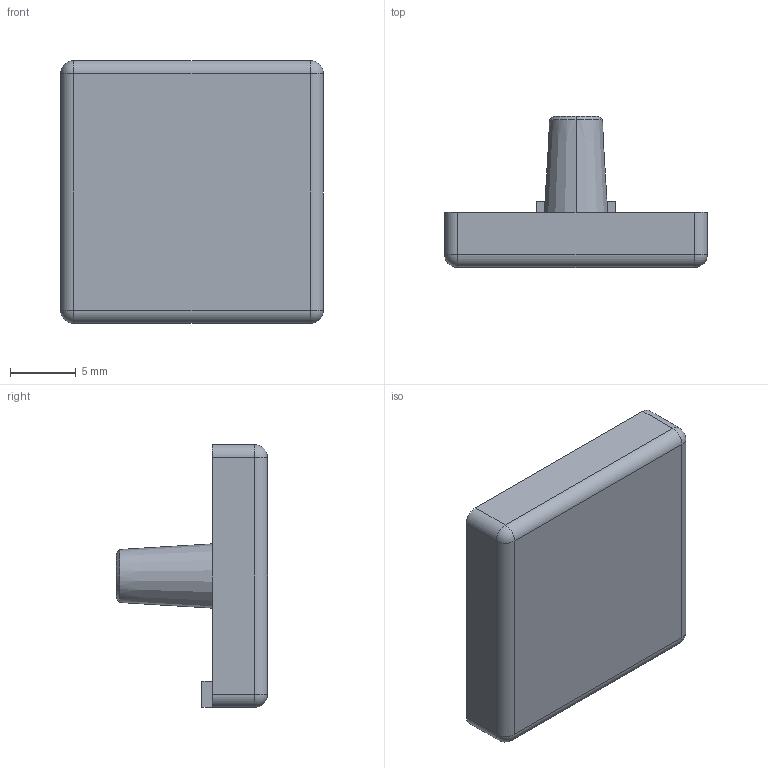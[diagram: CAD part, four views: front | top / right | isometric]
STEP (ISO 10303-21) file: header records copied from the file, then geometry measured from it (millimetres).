
FILE_DESCRIPTION (( 'STEP AP214' ), '1' );
FILE_NAME ('SNSD.30.52.13. Çàãëóøêà òîðöåâàÿ 20x20(H17).STEP', '2014-12-29T12:07:28', ( 'XTreme.ws' ), ( 'XTreme.ws' ), 'SwSTEP 2.0', 'SolidWorks 2014', '' );
FILE_SCHEMA (( 'AUTOMOTIVE_DESIGN' ));
Length unit declared in the file: millimetre
Products named in the file (2): SNSD.30.52.13. Çàãëóøêà òîðöåâàÿ 20x20(H17)
Bounding box: 20 x 11.5 x 20 mm (x, y, z)
Volume: 1123.6 mm3; surface area: 1489.6 mm2
Topology: 1 solids, 1 shells, 34 faces, 80 edges, 46 vertices
Faces by surface type: plane 16, cylinder 10, cone 4, sphere 4
Entity records: 983 total; most frequent: DIRECTION 174, CARTESIAN_POINT 158, ORIENTED_EDGE 152, EDGE_CURVE 76, AXIS2_PLACEMENT_3D 62, LINE 50, VECTOR 50, VERTEX_POINT 46
